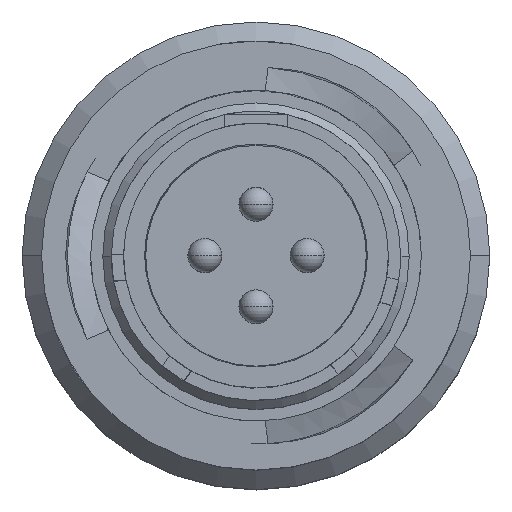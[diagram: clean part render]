
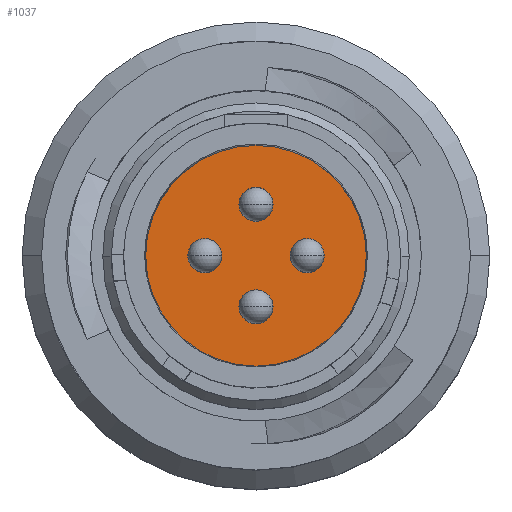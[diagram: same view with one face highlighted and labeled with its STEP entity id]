
A CAD part, top view. The second image highlights one B-rep face of the part: STEP entity #1037.
In plain terms, the highlighted planar face has unit normal (0, 0, 1).
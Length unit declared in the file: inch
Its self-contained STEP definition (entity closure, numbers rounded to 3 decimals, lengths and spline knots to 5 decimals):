
#42 = FACE_BOUND ( 'NONE', #1845, .T. ) ;
#52 = ORIENTED_EDGE ( 'NONE', *, *, #4993, .F. ) ;
#91 = DIRECTION ( 'NONE',  ( 0., 0., 1. ) ) ;
#134 = CARTESIAN_POINT ( 'NONE',  ( -0.03125, 0.094, -0.313 ) ) ;
#137 = CARTESIAN_POINT ( 'NONE',  ( 0.03125, -0.094, -0.313 ) ) ;
#164 = EDGE_LOOP ( 'NONE', ( #1515, #457 ) ) ;
#177 = DIRECTION ( 'NONE',  ( -1., 0., 0. ) ) ;
#188 = DIRECTION ( 'NONE',  ( 0., 0., 1. ) ) ;
#237 = CARTESIAN_POINT ( 'NONE',  ( -0.12525, 0., -0.313 ) ) ;
#374 = DIRECTION ( 'NONE',  ( 0., 0., -1. ) ) ;
#380 = EDGE_CURVE ( 'NONE', #4256, #408, #4759, .T. ) ;
#408 = VERTEX_POINT ( 'NONE', #137 ) ;
#421 = CARTESIAN_POINT ( 'NONE',  ( -0.094, 0., -0.313 ) ) ;
#457 = ORIENTED_EDGE ( 'NONE', *, *, #916, .T. ) ;
#471 = DIRECTION ( 'NONE',  ( 0., 0., 1. ) ) ;
#482 = AXIS2_PLACEMENT_3D ( 'NONE', #2927, #471, #2519 ) ;
#522 = CARTESIAN_POINT ( 'NONE',  ( 0., 0.094, -0.313 ) ) ;
#541 = AXIS2_PLACEMENT_3D ( 'NONE', #4890, #3702, #177 ) ;
#626 = EDGE_CURVE ( 'NONE', #3048, #1041, #2362, .T. ) ;
#628 = AXIS2_PLACEMENT_3D ( 'NONE', #3175, #3566, #3130 ) ;
#699 = DIRECTION ( 'NONE',  ( 0., 0., 1. ) ) ;
#714 = DIRECTION ( 'NONE',  ( 1., 0., 0. ) ) ;
#784 = AXIS2_PLACEMENT_3D ( 'NONE', #1031, #699, #3474 ) ;
#818 = CIRCLE ( 'NONE', #4785, 0.03125 ) ;
#831 = CARTESIAN_POINT ( 'NONE',  ( -0.06275, 0., -0.313 ) ) ;
#851 = DIRECTION ( 'NONE',  ( 0., 0., 1. ) ) ;
#916 = EDGE_CURVE ( 'NONE', #1041, #3048, #2448, .T. ) ;
#1031 = CARTESIAN_POINT ( 'NONE',  ( 0., 0., -0.313 ) ) ;
#1037 = ADVANCED_FACE ( 'NONE', ( #4732, #2478, #3642, #42, #1586 ), #3973, .F. ) ;
#1041 = VERTEX_POINT ( 'NONE', #2811 ) ;
#1137 = AXIS2_PLACEMENT_3D ( 'NONE', #4429, #1599, #1297 ) ;
#1206 = CARTESIAN_POINT ( 'NONE',  ( 0.12525, 0., -0.313 ) ) ;
#1217 = ORIENTED_EDGE ( 'NONE', *, *, #4500, .F. ) ;
#1234 = CIRCLE ( 'NONE', #2058, 0.03125 ) ;
#1241 = ORIENTED_EDGE ( 'NONE', *, *, #2629, .F. ) ;
#1280 = CARTESIAN_POINT ( 'NONE',  ( 0., 0.2025, -0.313 ) ) ;
#1297 = DIRECTION ( 'NONE',  ( -1., 0., 0. ) ) ;
#1303 = DIRECTION ( 'NONE',  ( -1., 0., 0. ) ) ;
#1515 = ORIENTED_EDGE ( 'NONE', *, *, #626, .T. ) ;
#1586 = FACE_BOUND ( 'NONE', #2068, .T. ) ;
#1599 = DIRECTION ( 'NONE',  ( 0., 0., 1. ) ) ;
#1657 = DIRECTION ( 'NONE',  ( -1., 0., 0. ) ) ;
#1845 = EDGE_LOOP ( 'NONE', ( #1241, #2574 ) ) ;
#2000 = DIRECTION ( 'NONE',  ( -1., 0., 0. ) ) ;
#2030 = CIRCLE ( 'NONE', #628, 0.03125 ) ;
#2038 = CIRCLE ( 'NONE', #1137, 0.03125 ) ;
#2053 = CIRCLE ( 'NONE', #482, 0.03125 ) ;
#2058 = AXIS2_PLACEMENT_3D ( 'NONE', #2473, #188, #2907 ) ;
#2068 = EDGE_LOOP ( 'NONE', ( #1217, #52 ) ) ;
#2159 = ORIENTED_EDGE ( 'NONE', *, *, #380, .F. ) ;
#2245 = ORIENTED_EDGE ( 'NONE', *, *, #3320, .F. ) ;
#2265 = VERTEX_POINT ( 'NONE', #2608 ) ;
#2362 = CIRCLE ( 'NONE', #784, 0.2025 ) ;
#2442 = AXIS2_PLACEMENT_3D ( 'NONE', #4821, #851, #1657 ) ;
#2448 = CIRCLE ( 'NONE', #3690, 0.2025 ) ;
#2473 = CARTESIAN_POINT ( 'NONE',  ( 0., 0.094, -0.313 ) ) ;
#2478 = FACE_BOUND ( 'NONE', #3121, .T. ) ;
#2519 = DIRECTION ( 'NONE',  ( -1., 0., 0. ) ) ;
#2574 = ORIENTED_EDGE ( 'NONE', *, *, #3160, .F. ) ;
#2608 = CARTESIAN_POINT ( 'NONE',  ( 0.03125, 0.094, -0.313 ) ) ;
#2629 = EDGE_CURVE ( 'NONE', #2744, #3603, #2038, .T. ) ;
#2744 = VERTEX_POINT ( 'NONE', #3574 ) ;
#2806 = DIRECTION ( 'NONE',  ( 0., 0., 1. ) ) ;
#2811 = CARTESIAN_POINT ( 'NONE',  ( -0.2025, 0., -0.313 ) ) ;
#2907 = DIRECTION ( 'NONE',  ( -1., 0., 0. ) ) ;
#2927 = CARTESIAN_POINT ( 'NONE',  ( -0.094, 0., -0.313 ) ) ;
#3025 = AXIS2_PLACEMENT_3D ( 'NONE', #1280, #374, #4338 ) ;
#3048 = VERTEX_POINT ( 'NONE', #4197 ) ;
#3054 = CIRCLE ( 'NONE', #5123, 0.03125 ) ;
#3116 = ORIENTED_EDGE ( 'NONE', *, *, #4337, .F. ) ;
#3121 = EDGE_LOOP ( 'NONE', ( #3871, #3116 ) ) ;
#3130 = DIRECTION ( 'NONE',  ( -1., 0., 0. ) ) ;
#3160 = EDGE_CURVE ( 'NONE', #3603, #2744, #2030, .T. ) ;
#3175 = CARTESIAN_POINT ( 'NONE',  ( 0.094, 0., -0.313 ) ) ;
#3213 = EDGE_LOOP ( 'NONE', ( #2159, #2245 ) ) ;
#3320 = EDGE_CURVE ( 'NONE', #408, #4256, #3437, .T. ) ;
#3406 = DIRECTION ( 'NONE',  ( 0., 0., 1. ) ) ;
#3437 = CIRCLE ( 'NONE', #541, 0.03125 ) ;
#3474 = DIRECTION ( 'NONE',  ( 1., 0., 0. ) ) ;
#3566 = DIRECTION ( 'NONE',  ( 0., 0., 1. ) ) ;
#3574 = CARTESIAN_POINT ( 'NONE',  ( 0.06275, 0., -0.313 ) ) ;
#3603 = VERTEX_POINT ( 'NONE', #1206 ) ;
#3642 = FACE_OUTER_BOUND ( 'NONE', #164, .T. ) ;
#3690 = AXIS2_PLACEMENT_3D ( 'NONE', #4262, #3406, #714 ) ;
#3702 = DIRECTION ( 'NONE',  ( 0., 0., 1. ) ) ;
#3871 = ORIENTED_EDGE ( 'NONE', *, *, #5068, .F. ) ;
#3973 = PLANE ( 'NONE',  #3025 ) ;
#4197 = CARTESIAN_POINT ( 'NONE',  ( 0.2025, 0., -0.313 ) ) ;
#4249 = VERTEX_POINT ( 'NONE', #831 ) ;
#4256 = VERTEX_POINT ( 'NONE', #5062 ) ;
#4262 = CARTESIAN_POINT ( 'NONE',  ( 0., 0., -0.313 ) ) ;
#4337 = EDGE_CURVE ( 'NONE', #2265, #4663, #818, .T. ) ;
#4338 = DIRECTION ( 'NONE',  ( -1., 0., 0. ) ) ;
#4429 = CARTESIAN_POINT ( 'NONE',  ( 0.094, 0., -0.313 ) ) ;
#4500 = EDGE_CURVE ( 'NONE', #4571, #4249, #2053, .T. ) ;
#4571 = VERTEX_POINT ( 'NONE', #237 ) ;
#4663 = VERTEX_POINT ( 'NONE', #134 ) ;
#4732 = FACE_BOUND ( 'NONE', #3213, .T. ) ;
#4759 = CIRCLE ( 'NONE', #2442, 0.03125 ) ;
#4785 = AXIS2_PLACEMENT_3D ( 'NONE', #522, #91, #1303 ) ;
#4821 = CARTESIAN_POINT ( 'NONE',  ( 0., -0.094, -0.313 ) ) ;
#4890 = CARTESIAN_POINT ( 'NONE',  ( 0., -0.094, -0.313 ) ) ;
#4993 = EDGE_CURVE ( 'NONE', #4249, #4571, #3054, .T. ) ;
#5062 = CARTESIAN_POINT ( 'NONE',  ( -0.03125, -0.094, -0.313 ) ) ;
#5068 = EDGE_CURVE ( 'NONE', #4663, #2265, #1234, .T. ) ;
#5123 = AXIS2_PLACEMENT_3D ( 'NONE', #421, #2806, #2000 ) ;
